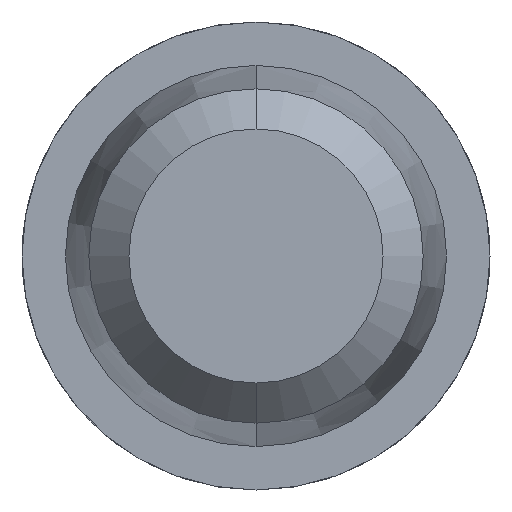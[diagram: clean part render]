
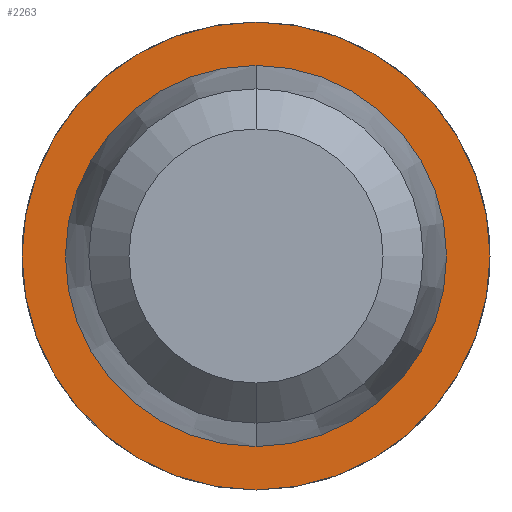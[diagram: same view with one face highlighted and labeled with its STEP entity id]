
A CAD part, front view. The second image highlights one B-rep face of the part: STEP entity #2263.
In plain terms, the highlighted planar face has unit normal (0, -1, 0).
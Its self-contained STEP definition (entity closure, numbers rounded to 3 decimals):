
#199 = VERTEX_POINT ( 'NONE', #4180 ) ;
#214 = AXIS2_PLACEMENT_3D ( 'NONE', #1332, #3693, #1996 ) ;
#380 = CARTESIAN_POINT ( 'NONE',  ( 0.57, 26., 0. ) ) ;
#402 = EDGE_LOOP ( 'NONE', ( #1047, #2762 ) ) ;
#465 = EDGE_CURVE ( 'Defeature ausgef�hrt2_10+Defeature ausgef�hrt2_11+Defeature ausgef�hrt2_11+Defeature ausgef�hrt2_11', #2449, #1422, #2005, .T. ) ;
#922 = ORIENTED_EDGE ( 'NONE', *, *, #3046, .F. ) ;
#926 = EDGE_CURVE ( 'Defeature ausgef�hrt2_9+Defeature ausgef�hrt2_10+Defeature ausgef�hrt2_10+Defeature ausgef�hrt2_10', #199, #1021, #4350, .T. ) ;
#1001 = CARTESIAN_POINT ( 'NONE',  ( 0., 26., 0. ) ) ;
#1021 = VERTEX_POINT ( 'NONE', #1163 ) ;
#1047 = ORIENTED_EDGE ( 'NONE', *, *, #465, .T. ) ;
#1094 = DIRECTION ( 'NONE',  ( 0., -1., 0. ) ) ;
#1101 = EDGE_LOOP ( 'NONE', ( #1979, #922 ) ) ;
#1132 = AXIS2_PLACEMENT_3D ( 'NONE', #3604, #2522, #1240 ) ;
#1163 = CARTESIAN_POINT ( 'NONE',  ( 0., 26., -0.57 ) ) ;
#1240 = DIRECTION ( 'NONE',  ( 0., 0., -1. ) ) ;
#1325 = FACE_BOUND ( 'NONE', #1101, .T. ) ;
#1332 = CARTESIAN_POINT ( 'NONE',  ( 0., 26., 0. ) ) ;
#1422 = VERTEX_POINT ( 'NONE', #2549 ) ;
#1423 = DIRECTION ( 'NONE',  ( 0., 0., -1. ) ) ;
#1979 = ORIENTED_EDGE ( 'NONE', *, *, #926, .F. ) ;
#1996 = DIRECTION ( 'NONE',  ( 0., 0., -1. ) ) ;
#2005 = CIRCLE ( 'NONE', #214, 0.7 ) ;
#2061 = DIRECTION ( 'NONE',  ( 0., 0., -1. ) ) ;
#2263 = ADVANCED_FACE ( 'Defeature ausgef�hrt2_10', ( #2475, #1325 ), #2783, .T. ) ;
#2310 = DIRECTION ( 'NONE',  ( 0., -1., 0. ) ) ;
#2360 = DIRECTION ( 'NONE',  ( 0., 0., -1. ) ) ;
#2449 = VERTEX_POINT ( 'NONE', #2839 ) ;
#2475 = FACE_OUTER_BOUND ( 'NONE', #402, .T. ) ;
#2522 = DIRECTION ( 'NONE',  ( 0., -1., 0. ) ) ;
#2549 = CARTESIAN_POINT ( 'NONE',  ( 0., 26., 0.7 ) ) ;
#2551 = AXIS2_PLACEMENT_3D ( 'NONE', #3700, #2310, #2360 ) ;
#2694 = CIRCLE ( 'NONE', #3190, 0.57 ) ;
#2762 = ORIENTED_EDGE ( 'NONE', *, *, #2847, .T. ) ;
#2783 = PLANE ( 'NONE',  #3105 ) ;
#2839 = CARTESIAN_POINT ( 'NONE',  ( 0., 26., -0.7 ) ) ;
#2847 = EDGE_CURVE ( 'Defeature ausgef�hrt2_10+Defeature ausgef�hrt2_11+Defeature ausgef�hrt2_11+Defeature ausgef�hrt2_11', #1422, #2449, #3550, .T. ) ;
#3046 = EDGE_CURVE ( 'Defeature ausgef�hrt2_9+Defeature ausgef�hrt2_10+Defeature ausgef�hrt2_10+Defeature ausgef�hrt2_10', #1021, #199, #2694, .T. ) ;
#3105 = AXIS2_PLACEMENT_3D ( 'NONE', #380, #1094, #2061 ) ;
#3190 = AXIS2_PLACEMENT_3D ( 'NONE', #1001, #3459, #1423 ) ;
#3459 = DIRECTION ( 'NONE',  ( 0., -1., 0. ) ) ;
#3550 = CIRCLE ( 'NONE', #2551, 0.7 ) ;
#3604 = CARTESIAN_POINT ( 'NONE',  ( 0., 26., 0. ) ) ;
#3693 = DIRECTION ( 'NONE',  ( 0., -1., 0. ) ) ;
#3700 = CARTESIAN_POINT ( 'NONE',  ( 0., 26., 0. ) ) ;
#4180 = CARTESIAN_POINT ( 'NONE',  ( 0., 26., 0.57 ) ) ;
#4350 = CIRCLE ( 'NONE', #1132, 0.57 ) ;
